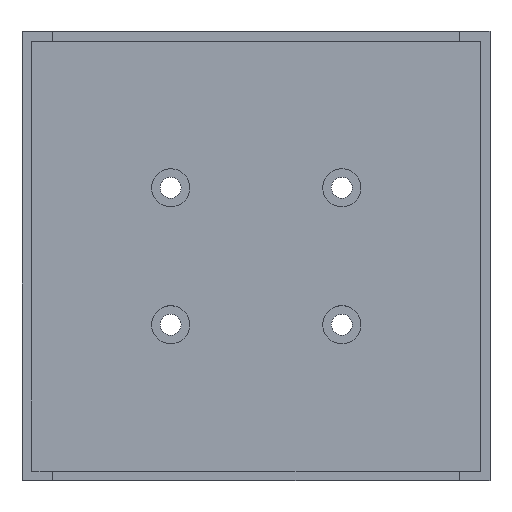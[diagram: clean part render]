
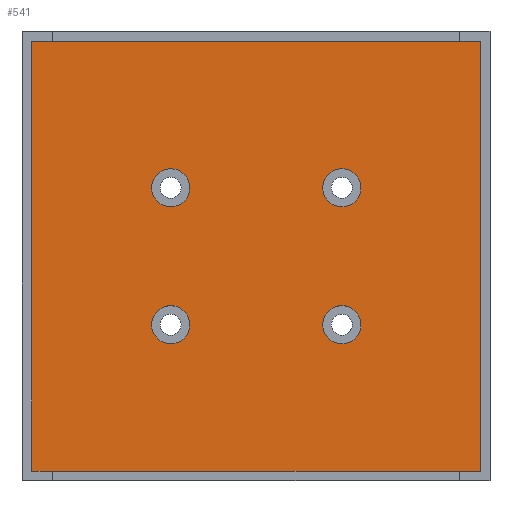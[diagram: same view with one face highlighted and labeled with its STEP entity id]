
A CAD part, top view. The second image highlights one B-rep face of the part: STEP entity #541.
In plain terms, the highlighted planar face has unit normal (0, 0, 1).
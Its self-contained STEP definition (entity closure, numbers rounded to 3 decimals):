
#31=FACE_BOUND('',#110,.T.);
#32=FACE_BOUND('',#111,.T.);
#33=FACE_BOUND('',#112,.T.);
#34=FACE_BOUND('',#113,.T.);
#41=CIRCLE('',#581,5.005);
#44=CIRCLE('',#587,5.005);
#47=CIRCLE('',#593,5.005);
#50=CIRCLE('',#599,5.005);
#71=FACE_OUTER_BOUND('',#109,.T.);
#109=EDGE_LOOP('',(#447,#448,#449,#450));
#110=EDGE_LOOP('',(#451));
#111=EDGE_LOOP('',(#452));
#112=EDGE_LOOP('',(#453));
#113=EDGE_LOOP('',(#454));
#145=LINE('',#818,#201);
#166=LINE('',#887,#222);
#167=LINE('',#888,#223);
#168=LINE('',#889,#224);
#201=VECTOR('',#653,10.);
#222=VECTOR('',#730,10.);
#223=VECTOR('',#731,10.);
#224=VECTOR('',#732,10.);
#258=VERTEX_POINT('',#815);
#259=VERTEX_POINT('',#817);
#268=VERTEX_POINT('',#846);
#271=VERTEX_POINT('',#857);
#274=VERTEX_POINT('',#868);
#277=VERTEX_POINT('',#879);
#278=VERTEX_POINT('',#885);
#279=VERTEX_POINT('',#886);
#309=EDGE_CURVE('',#258,#259,#145,.F.);
#324=EDGE_CURVE('',#268,#268,#41,.T.);
#329=EDGE_CURVE('',#271,#271,#44,.T.);
#334=EDGE_CURVE('',#274,#274,#47,.T.);
#339=EDGE_CURVE('',#277,#277,#50,.T.);
#342=EDGE_CURVE('',#278,#279,#166,.F.);
#343=EDGE_CURVE('',#259,#278,#167,.F.);
#344=EDGE_CURVE('',#279,#258,#168,.F.);
#447=ORIENTED_EDGE('',*,*,#342,.F.);
#448=ORIENTED_EDGE('',*,*,#343,.F.);
#449=ORIENTED_EDGE('',*,*,#309,.F.);
#450=ORIENTED_EDGE('',*,*,#344,.F.);
#451=ORIENTED_EDGE('',*,*,#324,.T.);
#452=ORIENTED_EDGE('',*,*,#329,.T.);
#453=ORIENTED_EDGE('',*,*,#334,.T.);
#454=ORIENTED_EDGE('',*,*,#339,.T.);
#511=PLANE('',#601);
#541=ADVANCED_FACE('',(#71,#31,#32,#33,#34),#511,.T.);
#581=AXIS2_PLACEMENT_3D('',#847,#680,#681);
#587=AXIS2_PLACEMENT_3D('',#858,#694,#695);
#593=AXIS2_PLACEMENT_3D('',#869,#708,#709);
#599=AXIS2_PLACEMENT_3D('',#880,#722,#723);
#601=AXIS2_PLACEMENT_3D('',#884,#728,#729);
#653=DIRECTION('',(-1.,0.,0.));
#680=DIRECTION('center_axis',(0.,0.,-1.));
#681=DIRECTION('ref_axis',(1.,0.,0.));
#694=DIRECTION('center_axis',(0.,0.,-1.));
#695=DIRECTION('ref_axis',(1.,0.,0.));
#708=DIRECTION('center_axis',(0.,0.,-1.));
#709=DIRECTION('ref_axis',(1.,0.,0.));
#722=DIRECTION('center_axis',(0.,0.,-1.));
#723=DIRECTION('ref_axis',(1.,0.,0.));
#728=DIRECTION('center_axis',(0.,0.,1.));
#729=DIRECTION('ref_axis',(1.,0.,0.));
#730=DIRECTION('',(1.,0.,0.));
#731=DIRECTION('',(0.,1.,0.));
#732=DIRECTION('',(0.,-1.,0.));
#815=CARTESIAN_POINT('',(2.561,-2.563,4.));
#817=CARTESIAN_POINT('',(120.561,-2.563,4.));
#818=CARTESIAN_POINT('',(32.311,-2.563,4.));
#846=CARTESIAN_POINT('',(79.056,-41.063,4.));
#847=CARTESIAN_POINT('Origin',(84.061,-41.063,4.));
#857=CARTESIAN_POINT('',(79.056,-77.063,4.));
#858=CARTESIAN_POINT('Origin',(84.061,-77.063,4.));
#868=CARTESIAN_POINT('',(34.056,-41.063,4.));
#869=CARTESIAN_POINT('Origin',(39.061,-41.063,4.));
#879=CARTESIAN_POINT('',(34.056,-77.063,4.));
#880=CARTESIAN_POINT('Origin',(39.061,-77.063,4.));
#884=CARTESIAN_POINT('Origin',(61.561,-59.063,4.));
#885=CARTESIAN_POINT('',(120.561,-115.563,4.));
#886=CARTESIAN_POINT('',(2.561,-115.563,4.));
#887=CARTESIAN_POINT('',(34.78,-115.563,4.));
#888=CARTESIAN_POINT('',(120.561,-31.063,4.));
#889=CARTESIAN_POINT('',(2.561,-87.063,4.));
